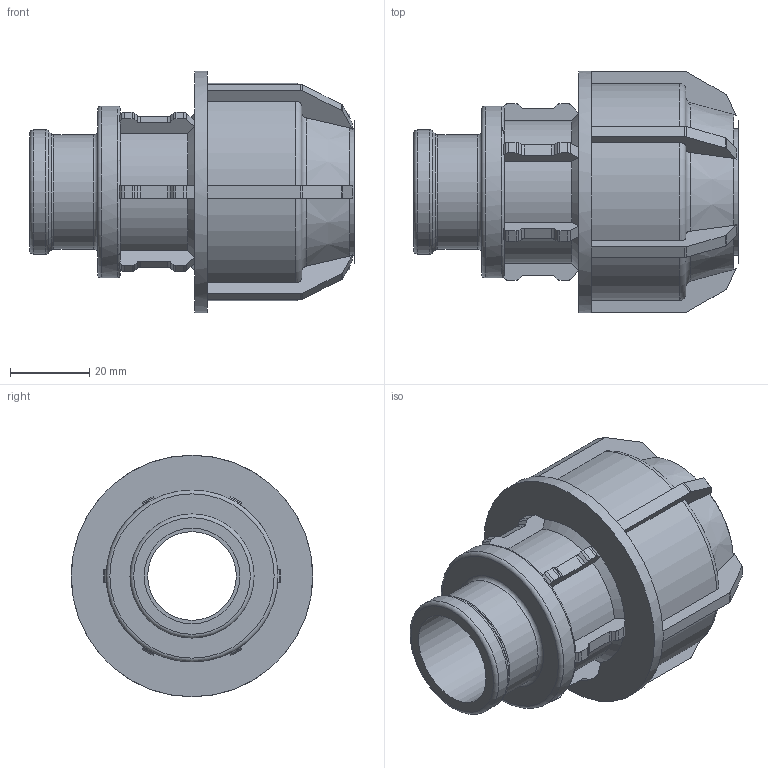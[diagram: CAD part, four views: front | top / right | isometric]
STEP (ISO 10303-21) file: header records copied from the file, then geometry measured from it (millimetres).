
FILE_DESCRIPTION(/* description */ ('PLASSON L.14 FEMALE ADAPTOR (SILVER) 32-3/4"'),/* implementation_level */ '2;1');
FILE_NAME(/* name */ '140300032007.ipt.stp',/* time_stamp */ '2018-04-09T13:03:09+03:00',/* author */ ('KIM'),/* organization */ (''),/* preprocessor_version */ 'ST-DEVELOPER v15.6',/* originating_system */ 'Autodesk Inventor 2015',/* authorisation */ '');
FILE_SCHEMA (('AUTOMOTIVE_DESIGN { 1 0 10303 214 3 1 1 }'));
Length unit declared in the file: millimetre
Products named in the file (1): 140300032007
Bounding box: 82 x 61 x 61 mm (x, y, z)
Volume: 69031.4 mm3; surface area: 26502.7 mm2
Topology: 1 solids, 1 shells, 261 faces, 717 edges, 455 vertices
Faces by surface type: plane 160, cylinder 68, torus 19, cone 14
Full cylindrical faces by diameter (mm): 22.4 x1, 24.117 x1, 28.94 x1, 31.352 x1, 32 x2, 43.411 x1, 61 x1
Entity records: 8290 total; most frequent: CARTESIAN_POINT 1960, ORIENTED_EDGE 1352, DIRECTION 1278, EDGE_CURVE 676, AXIS2_PLACEMENT_3D 462, VERTEX_POINT 442, LINE 354, VECTOR 354
